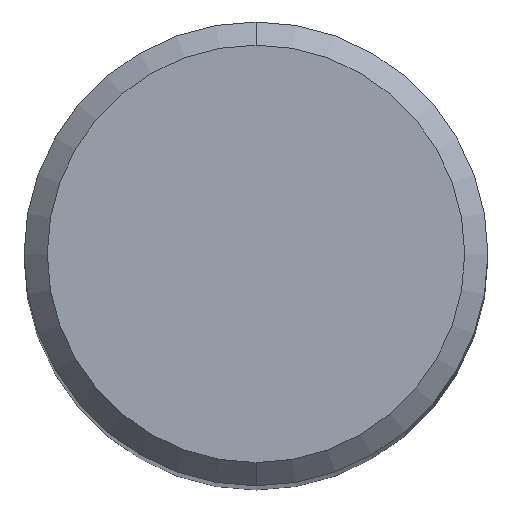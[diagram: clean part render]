
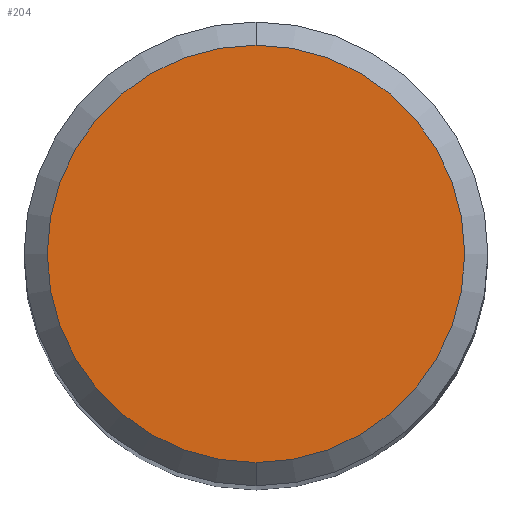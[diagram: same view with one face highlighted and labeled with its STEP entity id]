
A CAD part, top view. The second image highlights one B-rep face of the part: STEP entity #204.
In plain terms, the highlighted planar face has unit normal (0, 0, 1).
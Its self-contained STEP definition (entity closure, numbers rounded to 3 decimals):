
#204=ADVANCED_FACE('',(#512),#513,.T.);
#314=VERTEX_POINT('',#630);
#348=VERTEX_POINT('',#670);
#382=EDGE_CURVE('',#314,#348,#708,.T.);
#438=EDGE_CURVE('',#348,#314,#767,.T.);
#512=FACE_OUTER_BOUND('',#873,.T.);
#513=PLANE('',#874);
#630=CARTESIAN_POINT('',(0.0,3.6,0.0));
#670=CARTESIAN_POINT('',(0.,-3.6,0.0));
#708=CIRCLE('',#1260,3.6);
#767=CIRCLE('',#1392,3.6);
#873=EDGE_LOOP('',(#1496,#1497));
#874=AXIS2_PLACEMENT_3D('',#1498,#1499,#1500);
#1260=AXIS2_PLACEMENT_3D('',#1714,#1715,#1716);
#1392=AXIS2_PLACEMENT_3D('',#1760,#1761,#1762);
#1496=ORIENTED_EDGE('',*,*,#382,.F.);
#1497=ORIENTED_EDGE('',*,*,#438,.F.);
#1498=CARTESIAN_POINT('',(0.0,1.8,0.0));
#1499=DIRECTION('',(-0.0,0.0,1.0));
#1500=DIRECTION('',(0.0,-1.0,0.0));
#1714=CARTESIAN_POINT('',(0.0,0.0,0.0));
#1715=DIRECTION('',(0.0,0.0,-1.0));
#1716=DIRECTION('',(0.0,1.0,0.0));
#1760=CARTESIAN_POINT('',(0.0,0.0,0.0));
#1761=DIRECTION('',(0.0,0.0,-1.0));
#1762=DIRECTION('',(0.0,1.0,0.0));
